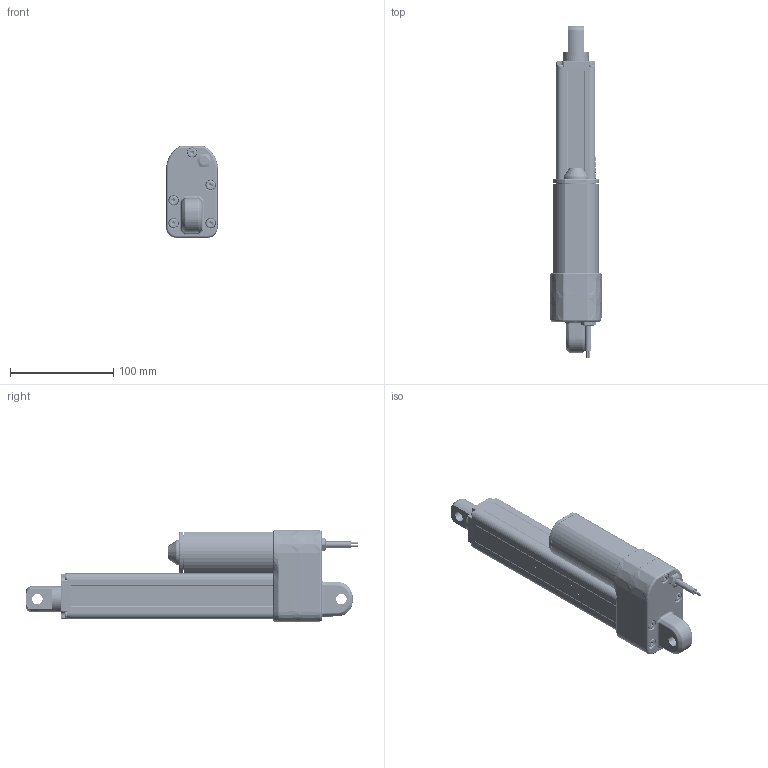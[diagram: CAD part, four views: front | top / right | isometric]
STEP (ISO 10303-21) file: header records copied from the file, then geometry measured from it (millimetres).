
FILE_DESCRIPTION((''),'2;1');
FILE_NAME('SKH-6K_ASM','2024-08-08T14:59:10',('Administrator'),(''),'CREO PARAMETRIC BY PTC INC, 2023073','CREO PARAMETRIC BY PTC INC, 2023073','');
FILE_SCHEMA(('CONFIG_CONTROL_DESIGN','GEOMETRIC_VALIDATION_PROPERTIES_MIM'));
Length unit declared in the file: millimetre
Products named in the file (42): 1000; TR1400; ZC609; 0002; 51200CE0001; ZC688; M60001; 4-1000; 14-270001; 5-1400; M5-25; 0001_ASM; 010001; 45-O00; 0004; 0005; ZC698; 0003_ASM; C03B004_2_STP; C03B019_1_STP; KAIGUANTIAO_STP_ASM; 000; TC25-38-700; M20X1_5000; 001; 110900; 0009_ASM; ST3; 0013; 0014; M4-20000; 00; M1000; 4MM000; 1; 2; 3; SKH-6K_ASM
Assembly tree (58 placements, depth 3):
  SKH-6K_ASM
    1000
    0001_ASM
      TR1400
      ZC609
      0002
      51200CE0001
      ZC688
      M60001
      4-1000  x2
      14-270001
      5-1400
      M5-25
    010001
    45-O00
    1000
    0003_ASM
      0004
      0005
      ZC698  x2
    KAIGUANTIAO_STP_ASM
      C03B004_2_STP
      C03B019_1_STP
    000
    000
    TC25-38-700
    0009_ASM
      M20X1_5000
      001
      110900
    ST3  x8
    M5-25  x5
    001
    001
    0013
    0014
    M4-20000  x4
    00
    M1000
    4MM000
    1
    2
    3
Bounding box: 50.27 x 322.2 x 89.12 mm (x, y, z)
Volume: 477675.8 mm3; surface area: 346519.3 mm2
Topology: 63 solids, 65 shells, 7179 faces, 19481 edges, 12520 vertices
Faces by surface type: plane 2615, cylinder 2126, cone 1158, bspline 919, torus 289, sphere 72
Entity records: 261603 total; most frequent: CARTESIAN_POINT 123131, ORIENTED_EDGE 28350, DIRECTION 23906, EDGE_CURVE 14175, VERTEX_POINT 9228, VECTOR 8044, LINE 8044, AXIS2_PLACEMENT_3D 7931
